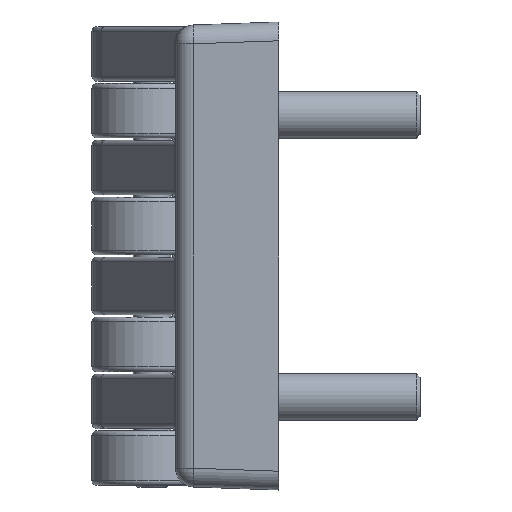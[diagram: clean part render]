
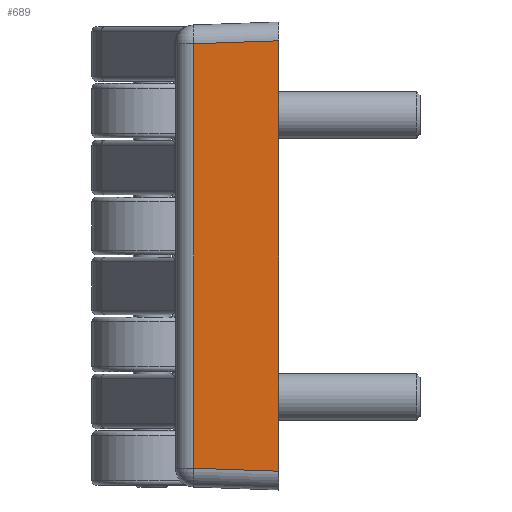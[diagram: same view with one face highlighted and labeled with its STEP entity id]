
A CAD part, left-side view. The second image highlights one B-rep face of the part: STEP entity #689.
In plain terms, the highlighted planar face has unit normal (-0.999, 0.035, 0).
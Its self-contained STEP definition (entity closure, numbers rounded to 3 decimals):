
#689=ADVANCED_FACE('',(#1463),#1464,.T.);
#1463=FACE_OUTER_BOUND('',#4192,.T.);
#1464=PLANE('',#4193);
#4192=EDGE_LOOP('',(#6783,#6784,#6785,#6786));
#4193=AXIS2_PLACEMENT_3D('',#6787,#6788,#6789);
#6783=ORIENTED_EDGE('',*,*,#8241,.T.);
#6784=ORIENTED_EDGE('',*,*,#8234,.T.);
#6785=ORIENTED_EDGE('',*,*,#8242,.T.);
#6786=ORIENTED_EDGE('',*,*,#7997,.F.);
#6787=CARTESIAN_POINT('',(-24.5,11.,24.5));
#6788=DIRECTION('',(-0.999,0.035,0.));
#6789=DIRECTION('',(0.035,0.999,0.));
#7997=EDGE_CURVE('',#9322,#9324,#9325,.T.);
#8234=EDGE_CURVE('',#9711,#9708,#9713,.T.);
#8241=EDGE_CURVE('',#9322,#9711,#9722,.F.);
#8242=EDGE_CURVE('',#9708,#9324,#9723,.F.);
#9322=VERTEX_POINT('',#11616);
#9324=VERTEX_POINT('',#11618);
#9325=LINE('',#11619,#11620);
#9708=VERTEX_POINT('',#12352);
#9711=VERTEX_POINT('',#12355);
#9713=LINE('',#12357,#12358);
#9722=LINE('',#12371,#12372);
#9723=LINE('',#12373,#12374);
#11616=CARTESIAN_POINT('',(-24.884,0.,22.885));
#11618=CARTESIAN_POINT('',(-24.884,0.,-22.885));
#11619=CARTESIAN_POINT('',(-24.884,0.,24.5));
#11620=VECTOR('',#13660,1.0);
#12352=CARTESIAN_POINT('',(-24.567,9.07,-22.569));
#12355=CARTESIAN_POINT('',(-24.567,9.07,22.569));
#12357=CARTESIAN_POINT('',(-24.567,9.07,24.5));
#12358=VECTOR('',#14154,1.0);
#12371=CARTESIAN_POINT('',(-24.502,10.93,22.504));
#12372=VECTOR('',#14165,1.0);
#12373=CARTESIAN_POINT('',(-24.443,12.637,-22.444));
#12374=VECTOR('',#14166,1.0);
#13660=DIRECTION('',(0.,0.,-1.0));
#14154=DIRECTION('',(0.,0.,-1.0));
#14165=DIRECTION('',(-0.035,-0.999,0.035));
#14166=DIRECTION('',(0.035,0.999,0.035));
